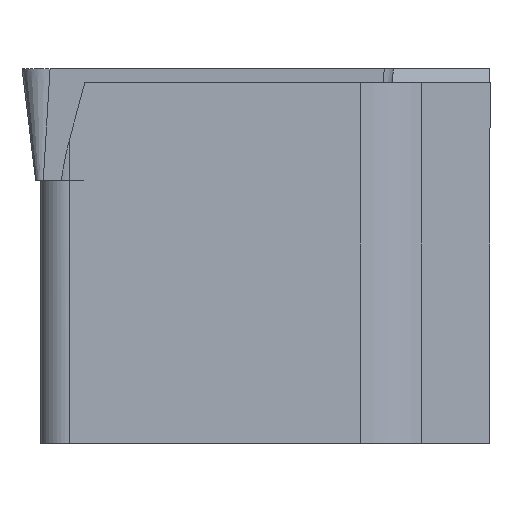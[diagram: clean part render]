
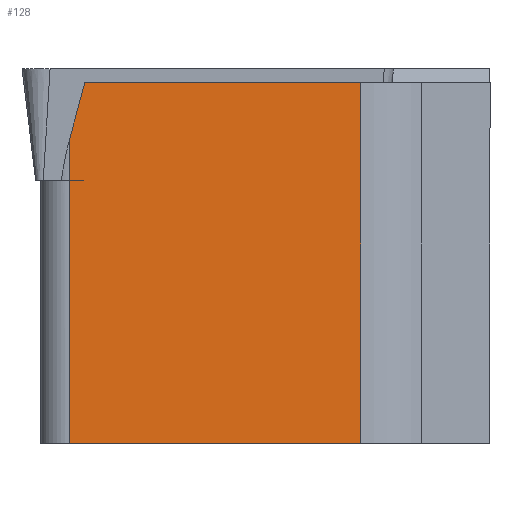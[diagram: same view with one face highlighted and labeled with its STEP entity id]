
A CAD part, left-side view. The second image highlights one B-rep face of the part: STEP entity #128.
In plain terms, the highlighted planar face has unit normal (-0.999, -0.052, 0).
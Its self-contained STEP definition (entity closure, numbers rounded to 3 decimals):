
#128=ADVANCED_FACE('',(#173),#152,.F.);
#152=PLANE('',#564);
#173=FACE_OUTER_BOUND('',#198,.T.);
#198=EDGE_LOOP('',(#276,#277,#278,#279,#280));
#276=ORIENTED_EDGE('',*,*,#388,.F.);
#277=ORIENTED_EDGE('',*,*,#411,.F.);
#278=ORIENTED_EDGE('',*,*,#419,.T.);
#279=ORIENTED_EDGE('',*,*,#415,.T.);
#280=ORIENTED_EDGE('',*,*,#420,.T.);
#345=VERTEX_POINT('',#727);
#346=VERTEX_POINT('',#729);
#362=VERTEX_POINT('',#773);
#363=VERTEX_POINT('',#781);
#365=VERTEX_POINT('',#784);
#388=EDGE_CURVE('',#345,#346,#449,.T.);
#411=EDGE_CURVE('',#362,#345,#470,.T.);
#415=EDGE_CURVE('',#365,#363,#474,.T.);
#419=EDGE_CURVE('',#362,#365,#477,.T.);
#420=EDGE_CURVE('',#363,#346,#478,.T.);
#449=LINE('',#728,#501);
#470=LINE('',#774,#522);
#474=LINE('',#783,#526);
#477=LINE('',#790,#529);
#478=LINE('',#791,#530);
#501=VECTOR('',#598,1.);
#522=VECTOR('',#635,1.);
#526=VECTOR('',#645,1.);
#529=VECTOR('',#652,1.);
#530=VECTOR('',#653,1.);
#564=AXIS2_PLACEMENT_3D('',#792,#654,#655);
#598=DIRECTION('',(0.,0.,1.));
#635=DIRECTION('',(-0.052,0.999,0.));
#645=DIRECTION('',(-0.052,0.999,0.));
#652=DIRECTION('',(0.,0.,1.));
#653=DIRECTION('',(-0.014,0.261,-0.965));
#654=DIRECTION('',(0.999,0.052,0.));
#655=DIRECTION('',(0.052,-0.999,0.));
#727=CARTESIAN_POINT('',(0.801,8.976,-8.));
#728=CARTESIAN_POINT('',(0.801,8.976,89.417));
#729=CARTESIAN_POINT('',(0.801,8.976,-1.48));
#773=CARTESIAN_POINT('',(1.126,2.767,-8.));
#774=CARTESIAN_POINT('',(1.268,0.066,-8.));
#781=CARTESIAN_POINT('',(0.818,8.658,-0.3));
#783=CARTESIAN_POINT('',(1.268,0.066,-0.3));
#784=CARTESIAN_POINT('',(1.126,2.767,-0.3));
#790=CARTESIAN_POINT('',(1.126,2.767,89.417));
#791=CARTESIAN_POINT('',(2.022,-14.324,84.789));
#792=CARTESIAN_POINT('',(1.126,2.767,89.417));
